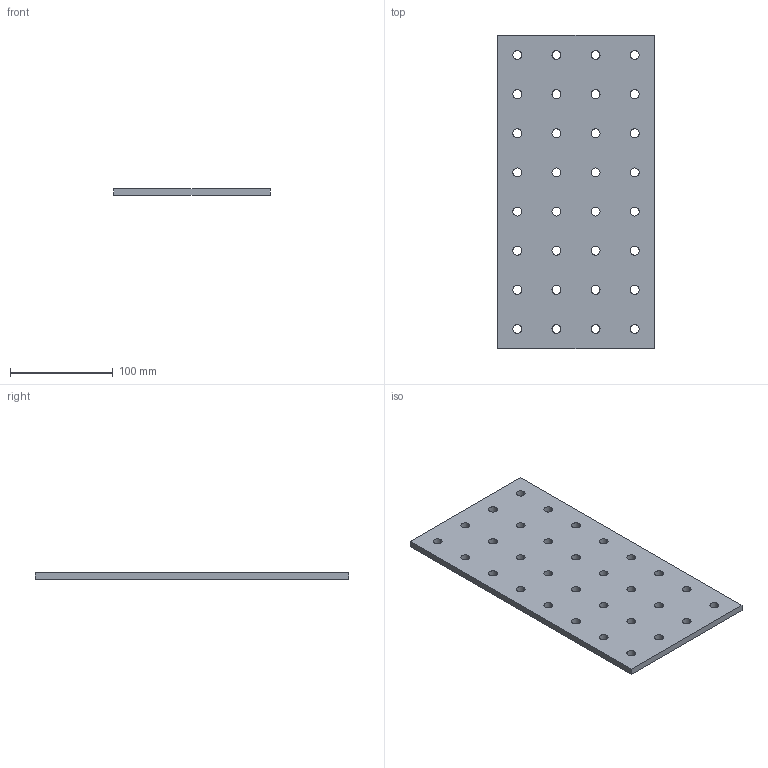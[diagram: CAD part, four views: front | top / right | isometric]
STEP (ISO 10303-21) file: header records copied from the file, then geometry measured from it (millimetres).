
FILE_DESCRIPTION((''),'2;1');
FILE_NAME('15JP4513.stp','2006-03-13T15:31:18',('Shawn Mantel'),('Faztek, LLC'),'Mechanical Desktop 2005','Mechanical Desktop 2005',', , ');
FILE_SCHEMA(('CONFIG_CONTROL_DESIGN'));
Length unit declared in the file: inch
Products named in the file (1): Product
Bounding box: 152.4 x 304.8 x 6.35 mm (x, y, z)
Volume: 282924.2 mm3; surface area: 100461.8 mm2
Topology: 1 solids, 1 shells, 70 faces, 204 edges, 136 vertices
Faces by surface type: cylinder 64, plane 6
Entity records: 2621 total; most frequent: DIRECTION 474, CARTESIAN_POINT 411, ORIENTED_EDGE 408, EDGE_CURVE 204, AXIS2_PLACEMENT_3D 199, VERTEX_POINT 136, EDGE_LOOP 134, CIRCLE 128
